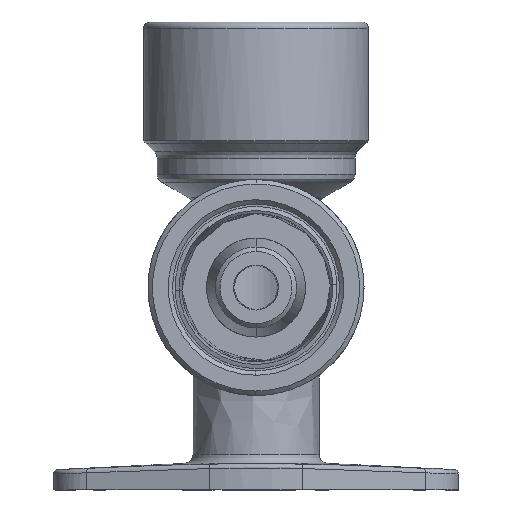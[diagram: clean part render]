
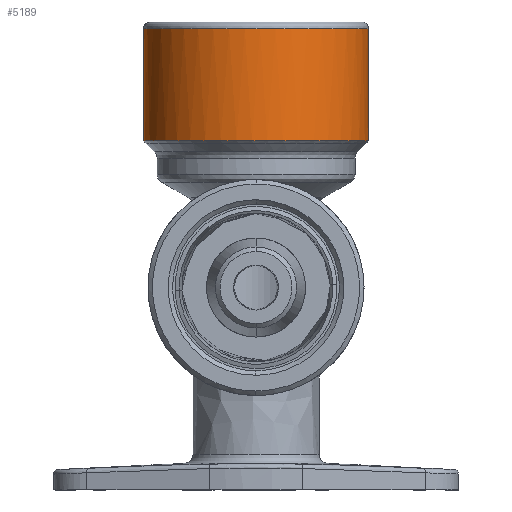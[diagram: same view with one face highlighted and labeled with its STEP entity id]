
A CAD part, front view. The second image highlights one B-rep face of the part: STEP entity #5189.
In plain terms, the highlighted free-form (B-spline) face has degree [2, 1] with [5, 2] control points.
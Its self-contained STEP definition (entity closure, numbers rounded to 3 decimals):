
#1484 = VERTEX_POINT('',#1485);
#1485 = CARTESIAN_POINT('',(-26.978,8.498,
    115.761));
#1486 = VERTEX_POINT('',#1487);
#1487 = CARTESIAN_POINT('',(3.767,8.498,
    115.761));
#1716 = VERTEX_POINT('',#1717);
#1717 = CARTESIAN_POINT('',(-26.978,8.498,
    100.45));
#1723 = VERTEX_POINT('',#1724);
#1724 = CARTESIAN_POINT('',(3.767,8.498,
    100.45));
#1785 = EDGE_CURVE('',#1716,#1484,#1786,.T.);
#1786 = B_SPLINE_CURVE_WITH_KNOTS('',1,(#1787,#1788),.UNSPECIFIED.,.F.,
  .F.,(2,2),(4.3,16.75),.PIECEWISE_BEZIER_KNOTS.);
#1787 = CARTESIAN_POINT('',(-26.978,8.498,
    100.45));
#1788 = CARTESIAN_POINT('',(-26.978,8.498,
    115.761));
#1791 = EDGE_CURVE('',#1723,#1486,#1792,.T.);
#1792 = B_SPLINE_CURVE_WITH_KNOTS('',1,(#1793,#1794),.UNSPECIFIED.,.F.,
  .F.,(2,2),(4.3,16.75),.PIECEWISE_BEZIER_KNOTS.);
#1793 = CARTESIAN_POINT('',(3.767,8.498,
    100.45));
#1794 = CARTESIAN_POINT('',(3.767,8.498,
    115.761));
#5189 = ADVANCED_FACE('',(#5190),#5210,.T.);
#5190 = FACE_BOUND('',#5191,.T.);
#5191 = EDGE_LOOP('',(#5192,#5193,#5201,#5202));
#5192 = ORIENTED_EDGE('',*,*,#1785,.F.);
#5193 = ORIENTED_EDGE('',*,*,#5194,.T.);
#5194 = EDGE_CURVE('',#1716,#1723,#5195,.T.);
#5195 = ( BOUNDED_CURVE() B_SPLINE_CURVE(2,(#5196,#5197,#5198,#5199,
#5200),.UNSPECIFIED.,.F.,.F.) B_SPLINE_CURVE_WITH_KNOTS((3,2,3),(0.,
1.571,3.142),.PIECEWISE_BEZIER_KNOTS.) CURVE() 
GEOMETRIC_REPRESENTATION_ITEM() RATIONAL_B_SPLINE_CURVE((1.,
0.707,1.,0.707,1.)) REPRESENTATION_ITEM('') );
#5196 = CARTESIAN_POINT('',(-26.978,8.498,
    100.45));
#5197 = CARTESIAN_POINT('',(-26.978,-6.875,
    100.45));
#5198 = CARTESIAN_POINT('',(-11.605,-6.875,
    100.45));
#5199 = CARTESIAN_POINT('',(3.767,-6.875,
    100.45));
#5200 = CARTESIAN_POINT('',(3.767,8.498,
    100.45));
#5201 = ORIENTED_EDGE('',*,*,#1791,.T.);
#5202 = ORIENTED_EDGE('',*,*,#5203,.T.);
#5203 = EDGE_CURVE('',#1486,#1484,#5204,.T.);
#5204 = ( BOUNDED_CURVE() B_SPLINE_CURVE(2,(#5205,#5206,#5207,#5208,
#5209),.UNSPECIFIED.,.F.,.F.) B_SPLINE_CURVE_WITH_KNOTS((3,2,3),(0.,
1.571,3.142),.PIECEWISE_BEZIER_KNOTS.) CURVE() 
GEOMETRIC_REPRESENTATION_ITEM() RATIONAL_B_SPLINE_CURVE((1.,
0.707,1.,0.707,1.)) REPRESENTATION_ITEM('') );
#5205 = CARTESIAN_POINT('',(3.767,8.498,
    115.761));
#5206 = CARTESIAN_POINT('',(3.767,-6.875,
    115.761));
#5207 = CARTESIAN_POINT('',(-11.605,-6.875,
    115.761));
#5208 = CARTESIAN_POINT('',(-26.978,-6.875,
    115.761));
#5209 = CARTESIAN_POINT('',(-26.978,8.498,
    115.761));
#5210 = ( BOUNDED_SURFACE() B_SPLINE_SURFACE(2,1,(
    (#5211,#5212)
    ,(#5213,#5214)
    ,(#5215,#5216)
    ,(#5217,#5218)
    ,(#5219,#5220
)),.UNSPECIFIED.,.F.,.F.,.F.) B_SPLINE_SURFACE_WITH_KNOTS((3,2,3),(2,2),
  (3.142,4.712,6.283),(4.3,16.75),
.PIECEWISE_BEZIER_KNOTS.) GEOMETRIC_REPRESENTATION_ITEM() 
RATIONAL_B_SPLINE_SURFACE((
    (1.,1.)
    ,(0.707,0.707)
    ,(1.,1.)
    ,(0.707,0.707)
,(1.,1.))) REPRESENTATION_ITEM('') SURFACE() );
#5211 = CARTESIAN_POINT('',(-26.978,8.498,
    100.45));
#5212 = CARTESIAN_POINT('',(-26.978,8.498,
    115.761));
#5213 = CARTESIAN_POINT('',(-26.978,-6.875,
    100.45));
#5214 = CARTESIAN_POINT('',(-26.978,-6.875,
    115.761));
#5215 = CARTESIAN_POINT('',(-11.605,-6.875,
    100.45));
#5216 = CARTESIAN_POINT('',(-11.605,-6.875,
    115.761));
#5217 = CARTESIAN_POINT('',(3.767,-6.875,
    100.45));
#5218 = CARTESIAN_POINT('',(3.767,-6.875,
    115.761));
#5219 = CARTESIAN_POINT('',(3.767,8.498,
    100.45));
#5220 = CARTESIAN_POINT('',(3.767,8.498,
    115.761));
